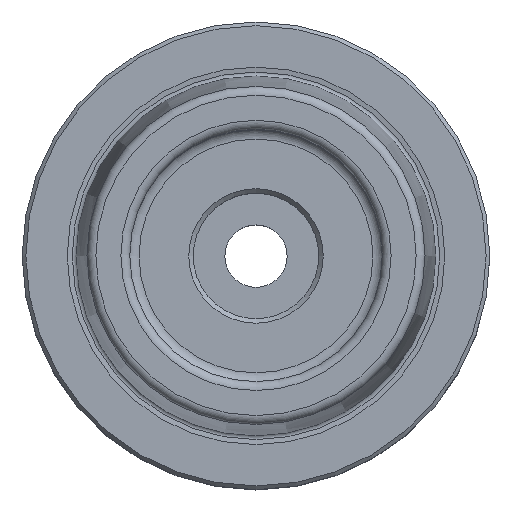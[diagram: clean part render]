
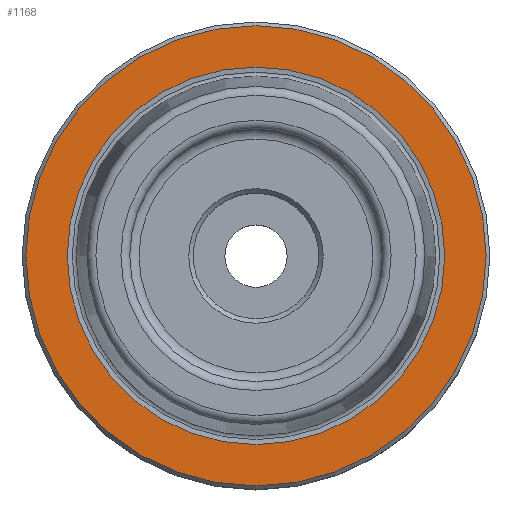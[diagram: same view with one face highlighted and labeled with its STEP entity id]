
A CAD part, top view. The second image highlights one B-rep face of the part: STEP entity #1168.
In plain terms, the highlighted planar face has unit normal (0, 0, 1).
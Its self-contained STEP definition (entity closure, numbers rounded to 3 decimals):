
#121=ORIENTED_EDGE('',*,*,#236,.T.);
#122=ORIENTED_EDGE('',*,*,#235,.F.);
#235=EDGE_CURVE('',#301,#301,#367,.T.);
#236=EDGE_CURVE('',#302,#302,#368,.T.);
#301=VERTEX_POINT('',#1695);
#302=VERTEX_POINT('',#1698);
#367=CIRCLE('',#1267,25.423);
#368=CIRCLE('',#1269,31.);
#451=EDGE_LOOP('',(#121));
#452=EDGE_LOOP('',(#122));
#583=FACE_BOUND('',#451,.T.);
#584=FACE_BOUND('',#452,.T.);
#674=PLANE('',#1268);
#1168=ADVANCED_FACE('',(#583,#584),#674,.T.);
#1267=AXIS2_PLACEMENT_3D('',#1694,#1452,#1453);
#1268=AXIS2_PLACEMENT_3D('',#1696,#1454,#1455);
#1269=AXIS2_PLACEMENT_3D('',#1697,#1456,#1457);
#1452=DIRECTION('',(0.,0.,1.));
#1453=DIRECTION('',(1.,0.,0.));
#1454=DIRECTION('',(0.,0.,1.));
#1455=DIRECTION('',(1.,0.,0.));
#1456=DIRECTION('',(0.,0.,1.));
#1457=DIRECTION('',(1.,0.,0.));
#1694=CARTESIAN_POINT('',(0.,0.,0.));
#1695=CARTESIAN_POINT('',(25.423,0.,0.));
#1696=CARTESIAN_POINT('',(25.423,0.,0.));
#1697=CARTESIAN_POINT('',(0.,0.,0.));
#1698=CARTESIAN_POINT('',(31.,0.,0.));
